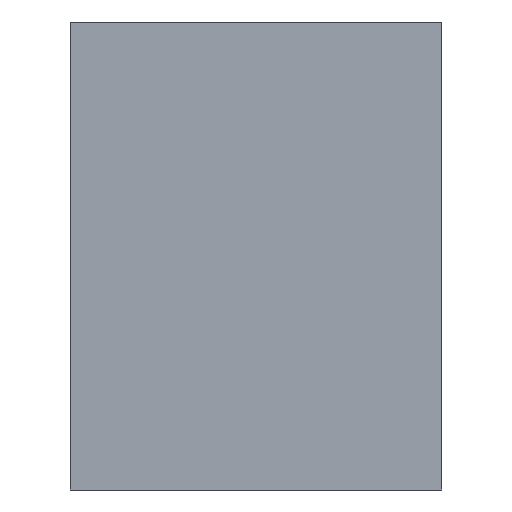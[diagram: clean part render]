
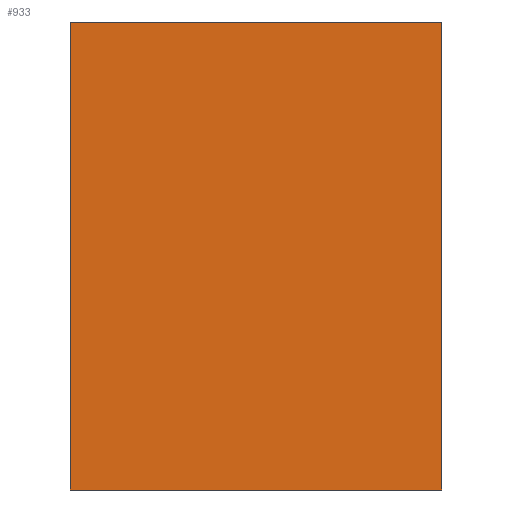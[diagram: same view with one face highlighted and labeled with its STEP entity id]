
A CAD part, front view. The second image highlights one B-rep face of the part: STEP entity #933.
In plain terms, the highlighted planar face has unit normal (0, -1, 0).
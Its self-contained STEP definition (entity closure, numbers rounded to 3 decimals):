
#933 = ADVANCED_FACE ( 'Defeature ausgef�hrt1_10', ( #4401 ), #5262, .T. ) ;
#1090 = DIRECTION ( 'NONE',  ( 0., 0., -1. ) ) ;
#4401 = FACE_OUTER_BOUND ( 'NONE', #15299, .T. ) ;
#4975 = EDGE_CURVE ( 'Defeature ausgef�hrt1_9+Defeature ausgef�hrt1_10+Defeature ausgef�hrt1_4+Defeature ausgef�hrt1_3', #11519, #13424, #31039, .T. ) ;
#5262 = PLANE ( 'NONE',  #21660 ) ;
#6075 = DIRECTION ( 'NONE',  ( -1., 0., 0. ) ) ;
#9065 = ORIENTED_EDGE ( 'NONE', *, *, #4975, .F. ) ;
#9402 = VECTOR ( 'NONE', #31316, 1000. ) ;
#9492 = CARTESIAN_POINT ( 'NONE',  ( 4.8, -0.5, 6.05 ) ) ;
#9836 = VECTOR ( 'NONE', #22800, 1000. ) ;
#10538 = DIRECTION ( 'NONE',  ( 0., -1., 0. ) ) ;
#11519 = VERTEX_POINT ( 'NONE', #28951 ) ;
#11687 = VERTEX_POINT ( 'NONE', #9492 ) ;
#11837 = EDGE_CURVE ( 'Defeature ausgef�hrt1_6+Defeature ausgef�hrt1_10+Defeature ausgef�hrt1_3+Defeature ausgef�hrt1_4', #31192, #11687, #21169, .T. ) ;
#11899 = CARTESIAN_POINT ( 'NONE',  ( -4.8, -0.5, -6.05 ) ) ;
#12250 = ORIENTED_EDGE ( 'NONE', *, *, #24686, .F. ) ;
#12985 = ORIENTED_EDGE ( 'NONE', *, *, #11837, .F. ) ;
#13317 = VECTOR ( 'NONE', #6075, 1000. ) ;
#13376 = CARTESIAN_POINT ( 'NONE',  ( -4.8, -0.5, -6.05 ) ) ;
#13424 = VERTEX_POINT ( 'NONE', #11899 ) ;
#14437 = CARTESIAN_POINT ( 'NONE',  ( -4.8, -0.5, 6.05 ) ) ;
#15299 = EDGE_LOOP ( 'NONE', ( #17763, #12985, #12250, #9065 ) ) ;
#17717 = EDGE_CURVE ( 'Defeature ausgef�hrt1_4+Defeature ausgef�hrt1_10+Defeature ausgef�hrt1_6+Defeature ausgef�hrt1_9', #11687, #11519, #30249, .T. ) ;
#17763 = ORIENTED_EDGE ( 'NONE', *, *, #17717, .F. ) ;
#20144 = CARTESIAN_POINT ( 'NONE',  ( 4.8, -0.5, -6.05 ) ) ;
#20271 = CARTESIAN_POINT ( 'NONE',  ( -4.8, -0.5, 6.05 ) ) ;
#21169 = LINE ( 'NONE', #20271, #9836 ) ;
#21660 = AXIS2_PLACEMENT_3D ( 'NONE', #20144, #10538, #1090 ) ;
#22800 = DIRECTION ( 'NONE',  ( 1., 0., 0. ) ) ;
#24686 = EDGE_CURVE ( 'Defeature ausgef�hrt1_3+Defeature ausgef�hrt1_10+Defeature ausgef�hrt1_9+Defeature ausgef�hrt1_6', #13424, #31192, #29470, .T. ) ;
#27210 = VECTOR ( 'NONE', #31239, 1000. ) ;
#28951 = CARTESIAN_POINT ( 'NONE',  ( 4.8, -0.5, -6.05 ) ) ;
#29470 = LINE ( 'NONE', #14437, #9402 ) ;
#30249 = LINE ( 'NONE', #30934, #27210 ) ;
#30934 = CARTESIAN_POINT ( 'NONE',  ( 4.8, -0.5, 6.05 ) ) ;
#31013 = CARTESIAN_POINT ( 'NONE',  ( -4.8, -0.5, 6.05 ) ) ;
#31039 = LINE ( 'NONE', #13376, #13317 ) ;
#31192 = VERTEX_POINT ( 'NONE', #31013 ) ;
#31239 = DIRECTION ( 'NONE',  ( 0., 0., -1. ) ) ;
#31316 = DIRECTION ( 'NONE',  ( 0., 0., 1. ) ) ;
